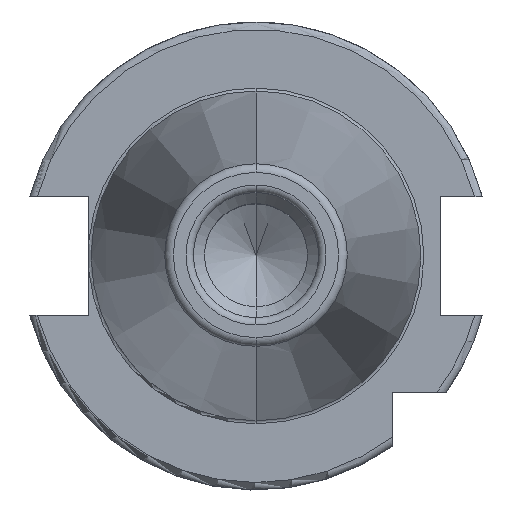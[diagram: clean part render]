
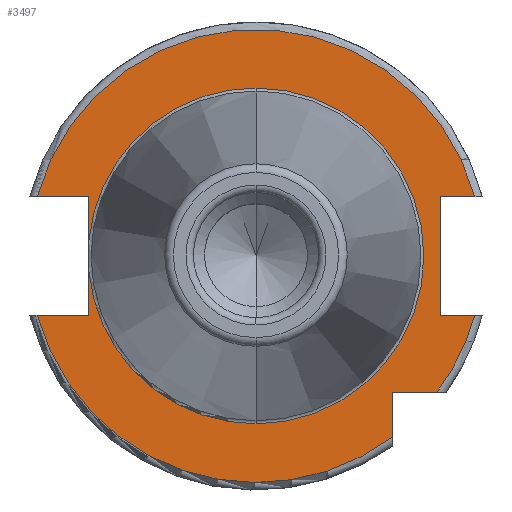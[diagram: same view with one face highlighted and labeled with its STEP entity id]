
A CAD part, top view. The second image highlights one B-rep face of the part: STEP entity #3497.
In plain terms, the highlighted planar face has unit normal (0, 0, 1).
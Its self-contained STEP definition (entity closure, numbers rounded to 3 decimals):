
#273=CARTESIAN_POINT('',(0,0,15.9));
#274=DIRECTION('',(0,0,-1));
#275=DIRECTION('',(0,1,0));
#276=AXIS2_PLACEMENT_3D('',#273,#274,#275);
#288=CARTESIAN_POINT('',(0,0,15.9));
#289=DIRECTION('',(0,0,1));
#290=DIRECTION('',(0,1,0));
#291=AXIS2_PLACEMENT_3D('',#288,#289,#290);
#303=CARTESIAN_POINT('',(0,0,15.9));
#304=DIRECTION('',(0,0,1));
#305=DIRECTION('',(-0.996,-0.094,0));
#306=AXIS2_PLACEMENT_3D('',#303,#304,#305);
#359=DIRECTION('',(1,0,0));
#360=VECTOR('',#359,7.004);
#361=CARTESIAN_POINT('',(-29.704,-8.05,15.9));
#362=LINE('',#361,#360);
#363=DIRECTION('',(0,1,0));
#364=VECTOR('',#363,5.917);
#365=CARTESIAN_POINT('',(-22.7,-8.05,15.9));
#366=LINE('',#365,#364);
#367=DIRECTION('',(0,1,0));
#368=VECTOR('',#367,5.917);
#369=CARTESIAN_POINT('',(-22.7,2.133,15.9));
#370=LINE('',#369,#368);
#371=DIRECTION('',(1,0,0));
#372=VECTOR('',#371,7.004);
#373=CARTESIAN_POINT('',(-29.704,8.05,15.9));
#374=LINE('',#373,#372);
#375=DIRECTION('',(-1,0,0));
#376=VECTOR('',#375,4.704);
#377=CARTESIAN_POINT('',(29.704,8.05,15.9));
#378=LINE('',#377,#376);
#379=DIRECTION('',(0,-1,0));
#380=VECTOR('',#379,16.1);
#381=CARTESIAN_POINT('',(25,8.05,15.9));
#382=LINE('',#381,#380);
#383=DIRECTION('',(-1,0,0));
#384=VECTOR('',#383,4.704);
#385=CARTESIAN_POINT('',(29.704,-8.05,15.9));
#386=LINE('',#385,#384);
#387=CARTESIAN_POINT('',(0,0,15.9));
#388=DIRECTION('',(0,0,1));
#389=DIRECTION('',(0.799,-0.601,0));
#390=AXIS2_PLACEMENT_3D('',#387,#388,#389);
#392=DIRECTION('',(-1,0,0));
#393=VECTOR('',#392,6.094);
#394=CARTESIAN_POINT('',(24.594,-18.5,15.9));
#395=LINE('',#394,#393);
#396=DIRECTION('',(0,1,0));
#397=VECTOR('',#396,6.094);
#398=CARTESIAN_POINT('',(18.5,-24.594,15.9));
#399=LINE('',#398,#397);
#983=CARTESIAN_POINT('',(0,0,15.9));
#984=DIRECTION('',(0,0,1));
#985=DIRECTION('',(0.965,0.262,0));
#986=AXIS2_PLACEMENT_3D('',#983,#984,#985);
#1034=CARTESIAN_POINT('',(0,0,15.9));
#1035=DIRECTION('',(0,0,1));
#1036=DIRECTION('',(-0.965,-0.262,0));
#1037=AXIS2_PLACEMENT_3D('',#1034,#1035,#1036);
#2436=CARTESIAN_POINT('',(0,22.8,15.9));
#2438=VERTEX_POINT('',#2436);
#2460=CARTESIAN_POINT('',(0,-22.8,15.9));
#2462=VERTEX_POINT('',#2460);
#2608=CARTESIAN_POINT('',(-29.704,-8.05,15.9));
#2609=CARTESIAN_POINT('',(-22.7,-8.05,15.9));
#2610=VERTEX_POINT('',#2608);
#2611=VERTEX_POINT('',#2609);
#2612=CARTESIAN_POINT('',(-22.7,-2.133,15.9));
#2613=VERTEX_POINT('',#2612);
#2614=CARTESIAN_POINT('',(-22.7,2.133,15.9));
#2615=CARTESIAN_POINT('',(-22.7,8.05,15.9));
#2616=VERTEX_POINT('',#2614);
#2617=VERTEX_POINT('',#2615);
#2618=CARTESIAN_POINT('',(-29.704,8.05,15.9));
#2619=VERTEX_POINT('',#2618);
#2620=CARTESIAN_POINT('',(25,8.05,15.9));
#2621=CARTESIAN_POINT('',(25,-8.05,15.9));
#2622=VERTEX_POINT('',#2620);
#2623=VERTEX_POINT('',#2621);
#2624=CARTESIAN_POINT('',(29.704,-8.05,15.9));
#2625=VERTEX_POINT('',#2624);
#2626=CARTESIAN_POINT('',(29.704,8.05,15.9));
#2627=VERTEX_POINT('',#2626);
#2628=CARTESIAN_POINT('',(18.5,-24.594,15.9));
#2629=CARTESIAN_POINT('',(18.5,-18.5,15.9));
#2630=VERTEX_POINT('',#2628);
#2631=VERTEX_POINT('',#2629);
#2632=CARTESIAN_POINT('',(24.594,-18.5,15.9));
#2633=VERTEX_POINT('',#2632);
#3466=CARTESIAN_POINT('',(0,0,15.9));
#3467=DIRECTION('',(0,0,-1));
#3468=DIRECTION('',(0,-1,0));
#3469=AXIS2_PLACEMENT_3D('',#3466,#3467,#3468);
#3470=PLANE('',#3469);
#3471=ORIENTED_EDGE('',*,*,#3439,.T.);
#3472=ORIENTED_EDGE('',*,*,#3390,.T.);
#3473=ORIENTED_EDGE('',*,*,#3373,.T.);
#3474=ORIENTED_EDGE('',*,*,#3353,.F.);
#3475=ORIENTED_EDGE('',*,*,#3368,.T.);
#3476=ORIENTED_EDGE('',*,*,#3387,.T.);
#3478=ORIENTED_EDGE('',*,*,#3477,.F.);
#3480=ORIENTED_EDGE('',*,*,#3479,.F.);
#3482=ORIENTED_EDGE('',*,*,#3481,.T.);
#3484=ORIENTED_EDGE('',*,*,#3483,.T.);
#3486=ORIENTED_EDGE('',*,*,#3485,.F.);
#3488=ORIENTED_EDGE('',*,*,#3487,.F.);
#3490=ORIENTED_EDGE('',*,*,#3489,.T.);
#3492=ORIENTED_EDGE('',*,*,#3491,.F.);
#3494=ORIENTED_EDGE('',*,*,#3493,.F.);
#3495=EDGE_LOOP('',(#3471,#3472,#3473,#3474,#3475,#3476,#3478,#3480,#3482,#3484,
#3486,#3488,#3490,#3492,#3494));
#3496=FACE_OUTER_BOUND('',#3495,.F.);
#3497=ADVANCED_FACE('',(#3496),#3470,.F.);
#277=CIRCLE('',#276,22.8);
#292=CIRCLE('',#291,22.8);
#307=CIRCLE('',#306,22.8);
#391=CIRCLE('',#390,30.775);
#987=CIRCLE('',#986,30.775);
#1038=CIRCLE('',#1037,30.775);
#3353=EDGE_CURVE('',#2438,#2462,#277,.T.);
#3368=EDGE_CURVE('',#2438,#2616,#292,.T.);
#3373=EDGE_CURVE('',#2613,#2462,#307,.T.);
#3387=EDGE_CURVE('',#2616,#2617,#370,.T.);
#3390=EDGE_CURVE('',#2611,#2613,#366,.T.);
#3439=EDGE_CURVE('',#2610,#2611,#362,.T.);
#3477=EDGE_CURVE('',#2619,#2617,#374,.T.);
#3479=EDGE_CURVE('',#2627,#2619,#987,.T.);
#3481=EDGE_CURVE('',#2627,#2622,#378,.T.);
#3483=EDGE_CURVE('',#2622,#2623,#382,.T.);
#3485=EDGE_CURVE('',#2625,#2623,#386,.T.);
#3487=EDGE_CURVE('',#2633,#2625,#391,.T.);
#3489=EDGE_CURVE('',#2633,#2631,#395,.T.);
#3491=EDGE_CURVE('',#2630,#2631,#399,.T.);
#3493=EDGE_CURVE('',#2610,#2630,#1038,.T.);
